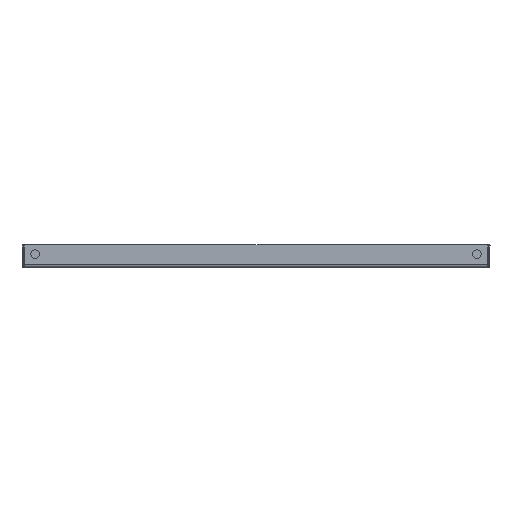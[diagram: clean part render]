
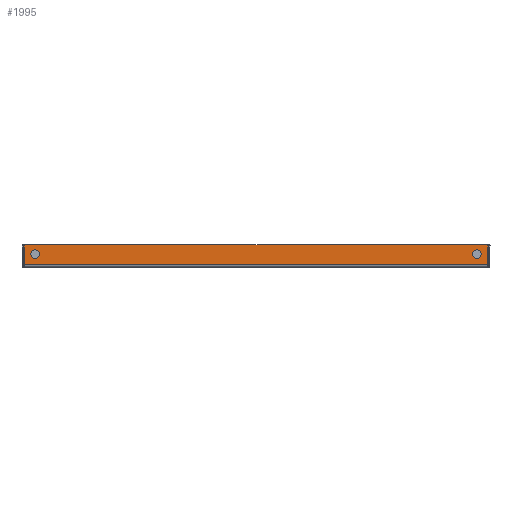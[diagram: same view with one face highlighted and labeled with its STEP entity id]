
A CAD part, front view. The second image highlights one B-rep face of the part: STEP entity #1995.
In plain terms, the highlighted planar face has unit normal (0, -1, 0).
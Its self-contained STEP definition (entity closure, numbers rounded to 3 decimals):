
#53=FACE_BOUND('',#347,.T.);
#54=FACE_BOUND('',#348,.T.);
#102=PLANE('',#2223);
#205=FACE_OUTER_BOUND('',#346,.T.);
#346=EDGE_LOOP('',(#1798,#1799,#1800,#1801,#1802,#1803));
#347=EDGE_LOOP('',(#1804));
#348=EDGE_LOOP('',(#1805));
#386=LINE('',#2936,#563);
#392=LINE('',#2956,#569);
#525=LINE('',#3384,#702);
#526=LINE('',#3388,#703);
#563=VECTOR('',#2318,10.);
#569=VECTOR('',#2338,10.);
#702=VECTOR('',#2793,10.);
#703=VECTOR('',#2800,1.49);
#727=CIRCLE('',#2044,1.);
#732=CIRCLE('',#2052,1.);
#795=CIRCLE('',#2153,3.);
#796=CIRCLE('',#2155,3.);
#850=VERTEX_POINT('',#2923);
#851=VERTEX_POINT('',#2924);
#855=VERTEX_POINT('',#2934);
#861=VERTEX_POINT('',#2950);
#862=VERTEX_POINT('',#2954);
#983=VERTEX_POINT('',#3272);
#984=VERTEX_POINT('',#3276);
#996=VERTEX_POINT('',#3383);
#1034=EDGE_CURVE('',#850,#851,#727,.T.);
#1040=EDGE_CURVE('',#850,#855,#386,.T.);
#1047=EDGE_CURVE('',#861,#855,#732,.T.);
#1050=EDGE_CURVE('',#861,#862,#392,.T.);
#1209=EDGE_CURVE('',#983,#983,#795,.T.);
#1211=EDGE_CURVE('',#984,#984,#796,.T.);
#1265=EDGE_CURVE('',#862,#996,#525,.T.);
#1268=EDGE_CURVE('',#996,#851,#526,.T.);
#1798=ORIENTED_EDGE('',*,*,#1034,.F.);
#1799=ORIENTED_EDGE('',*,*,#1040,.T.);
#1800=ORIENTED_EDGE('',*,*,#1047,.F.);
#1801=ORIENTED_EDGE('',*,*,#1050,.T.);
#1802=ORIENTED_EDGE('',*,*,#1265,.T.);
#1803=ORIENTED_EDGE('',*,*,#1268,.T.);
#1804=ORIENTED_EDGE('',*,*,#1209,.T.);
#1805=ORIENTED_EDGE('',*,*,#1211,.T.);
#1995=ADVANCED_FACE('',(#205,#53,#54),#102,.T.);
#2044=AXIS2_PLACEMENT_3D('',#2925,#2308,#2309);
#2052=AXIS2_PLACEMENT_3D('',#2951,#2332,#2333);
#2153=AXIS2_PLACEMENT_3D('',#3273,#2633,#2634);
#2155=AXIS2_PLACEMENT_3D('',#3277,#2638,#2639);
#2223=AXIS2_PLACEMENT_3D('',#3397,#2814,#2815);
#2308=DIRECTION('center_axis',(0.,1.,0.));
#2309=DIRECTION('ref_axis',(0.707,0.,0.707));
#2318=DIRECTION('',(-1.,0.,0.));
#2332=DIRECTION('center_axis',(0.,1.,0.));
#2333=DIRECTION('ref_axis',(-0.707,0.,0.707));
#2338=DIRECTION('',(0.,0.,-1.));
#2633=DIRECTION('center_axis',(0.,1.,0.));
#2634=DIRECTION('ref_axis',(1.,0.,0.));
#2638=DIRECTION('center_axis',(0.,1.,0.));
#2639=DIRECTION('ref_axis',(1.,0.,0.));
#2793=DIRECTION('',(1.,0.,0.));
#2800=DIRECTION('',(0.,0.,1.));
#2814=DIRECTION('center_axis',(0.,-1.,0.));
#2815=DIRECTION('ref_axis',(-1.,0.,0.));
#2923=CARTESIAN_POINT('',(315.781,-12.8,6.886));
#2924=CARTESIAN_POINT('',(316.781,-12.8,5.886));
#2925=CARTESIAN_POINT('Origin',(315.781,-12.8,5.886));
#2934=CARTESIAN_POINT('',(-6.219,-12.8,6.886));
#2936=CARTESIAN_POINT('',(-7.219,-12.8,6.886));
#2950=CARTESIAN_POINT('',(-7.219,-12.8,5.886));
#2951=CARTESIAN_POINT('Origin',(-6.219,-12.8,5.886));
#2954=CARTESIAN_POINT('',(-7.219,-12.8,-7.057));
#2956=CARTESIAN_POINT('',(-7.219,-12.8,-7.057));
#3272=CARTESIAN_POINT('',(-2.677,-12.8,0.257));
#3273=CARTESIAN_POINT('Origin',(0.323,-12.8,0.257));
#3276=CARTESIAN_POINT('',(306.24,-12.8,0.257));
#3277=CARTESIAN_POINT('Origin',(309.24,-12.8,0.257));
#3383=CARTESIAN_POINT('',(316.781,-12.8,-7.057));
#3384=CARTESIAN_POINT('',(154.781,-12.8,-7.057));
#3388=CARTESIAN_POINT('',(316.781,-12.8,-11.739));
#3397=CARTESIAN_POINT('Origin',(154.781,-12.8,-1.256));
